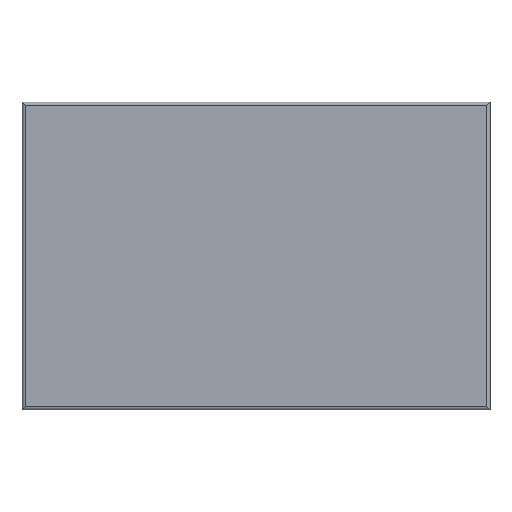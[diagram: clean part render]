
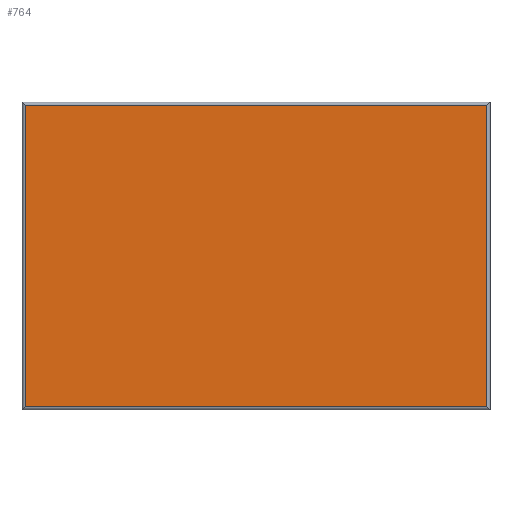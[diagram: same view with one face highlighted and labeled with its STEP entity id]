
A CAD part, top view. The second image highlights one B-rep face of the part: STEP entity #764.
In plain terms, the highlighted planar face has unit normal (0, 0, 1).
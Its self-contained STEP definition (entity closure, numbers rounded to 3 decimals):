
#427=DIRECTION('',(1.,0.,0.));
#428=VECTOR('',#427,144.);
#429=CARTESIAN_POINT('',(-72.,-47.,3.));
#430=LINE('247',#429,#428);
#431=DIRECTION('',(0.,-1.,0.));
#432=VECTOR('',#431,94.);
#433=CARTESIAN_POINT('',(-72.,47.,3.));
#434=LINE('253',#433,#432);
#435=DIRECTION('',(-1.,0.,0.));
#436=VECTOR('',#435,144.);
#437=CARTESIAN_POINT('',(72.,47.,3.));
#438=LINE('250',#437,#436);
#439=DIRECTION('',(0.,1.,0.));
#440=VECTOR('',#439,94.);
#441=CARTESIAN_POINT('',(72.,-47.,3.));
#442=LINE('249',#441,#440);
#595=CARTESIAN_POINT('',(-72.,-47.,3.));
#596=CARTESIAN_POINT('',(72.,-47.,3.));
#597=VERTEX_POINT('',#595);
#598=VERTEX_POINT('',#596);
#601=CARTESIAN_POINT('',(72.,47.,3.));
#602=VERTEX_POINT('',#601);
#603=CARTESIAN_POINT('',(-72.,47.,3.));
#604=VERTEX_POINT('',#603);
#751=CARTESIAN_POINT('',(0.,0.,3.));
#752=DIRECTION('',(0.,0.,1.));
#753=DIRECTION('',(1.,0.,0.));
#754=AXIS2_PLACEMENT_3D('',#751,#752,#753);
#755=PLANE('26',#754);
#757=ORIENTED_EDGE('247',*,*,#756,.F.);
#758=ORIENTED_EDGE('253',*,*,#730,.F.);
#759=ORIENTED_EDGE('250',*,*,#742,.F.);
#761=ORIENTED_EDGE('249',*,*,#760,.F.);
#762=EDGE_LOOP('26',(#757,#758,#759,#761));
#763=FACE_OUTER_BOUND('26',#762,.F.);
#730=EDGE_CURVE('253',#604,#597,#434,.T.);
#742=EDGE_CURVE('250',#602,#604,#438,.T.);
#756=EDGE_CURVE('247',#597,#598,#430,.T.);
#760=EDGE_CURVE('249',#598,#602,#442,.T.);
#764=ADVANCED_FACE('26',(#763),#755,.T.);
